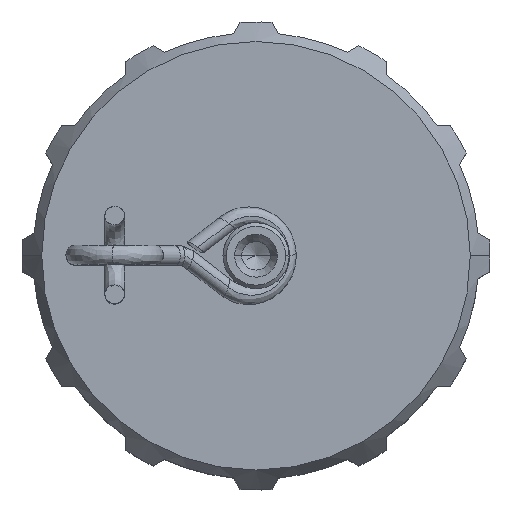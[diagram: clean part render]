
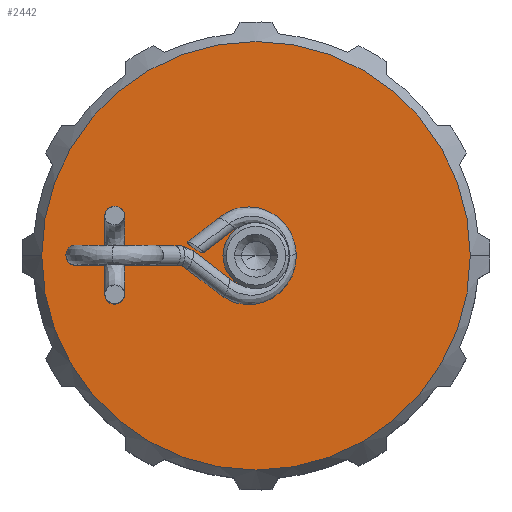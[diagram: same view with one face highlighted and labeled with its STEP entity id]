
A CAD part, top view. The second image highlights one B-rep face of the part: STEP entity #2442.
In plain terms, the highlighted planar face has unit normal (0, 0, 1).
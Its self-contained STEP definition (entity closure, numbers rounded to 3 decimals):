
#2290=AXIS2_PLACEMENT_3D('Circle Axis2P3D',#2288,#2289,$) ;
#2345=AXIS2_PLACEMENT_3D('Circle Axis2P3D',#2343,#2344,$) ;
#2382=AXIS2_PLACEMENT_3D('Plane Axis2P3D',#2379,#2380,#2381) ;
#2288=CARTESIAN_POINT('Axis2P3D Location',(13.1,13.1,12.)) ;
#2292=CARTESIAN_POINT('Vertex',(25.1,13.1,12.)) ;
#2294=CARTESIAN_POINT('Vertex',(1.1,13.1,12.)) ;
#2343=CARTESIAN_POINT('Axis2P3D Location',(13.1,13.1,12.)) ;
#2379=CARTESIAN_POINT('Axis2P3D Location',(14.55,13.1,12.)) ;
#2389=CARTESIAN_POINT('Control Point',(14.55,13.1,12.)) ;
#2390=CARTESIAN_POINT('Control Point',(14.55,12.923,12.)) ;
#2391=CARTESIAN_POINT('Control Point',(14.523,12.746,12.)) ;
#2392=CARTESIAN_POINT('Control Point',(14.469,12.575,12.)) ;
#2393=CARTESIAN_POINT('Control Point',(14.311,12.254,12.)) ;
#2394=CARTESIAN_POINT('Control Point',(14.064,11.995,12.)) ;
#2395=CARTESIAN_POINT('Control Point',(13.921,11.885,12.)) ;
#2396=CARTESIAN_POINT('Control Point',(13.607,11.713,12.)) ;
#2397=CARTESIAN_POINT('Control Point',(13.256,11.642,12.)) ;
#2398=CARTESIAN_POINT('Control Point',(13.077,11.634,12.)) ;
#2399=CARTESIAN_POINT('Control Point',(12.721,11.673,12.)) ;
#2400=CARTESIAN_POINT('Control Point',(12.392,11.816,12.)) ;
#2401=CARTESIAN_POINT('Control Point',(12.241,11.912,12.)) ;
#2402=CARTESIAN_POINT('Control Point',(11.971,12.148,12.)) ;
#2403=CARTESIAN_POINT('Control Point',(11.784,12.454,12.)) ;
#2404=CARTESIAN_POINT('Control Point',(11.715,12.619,12.)) ;
#2405=CARTESIAN_POINT('Control Point',(11.666,12.819,12.)) ;
#2406=CARTESIAN_POINT('Control Point',(11.652,13.022,12.)) ;
#2407=CARTESIAN_POINT('Control Point',(11.651,13.048,12.)) ;
#2408=CARTESIAN_POINT('Control Point',(11.65,13.074,12.)) ;
#2409=CARTESIAN_POINT('Control Point',(11.65,13.1,12.)) ;
#2410=CARTESIAN_POINT('Vertex',(14.55,13.1,12.)) ;
#2412=CARTESIAN_POINT('Vertex',(11.65,13.1,12.)) ;
#2416=CARTESIAN_POINT('Control Point',(11.65,13.1,12.)) ;
#2417=CARTESIAN_POINT('Control Point',(11.65,13.277,12.)) ;
#2418=CARTESIAN_POINT('Control Point',(11.677,13.454,12.)) ;
#2419=CARTESIAN_POINT('Control Point',(11.731,13.626,12.)) ;
#2420=CARTESIAN_POINT('Control Point',(11.89,13.947,12.)) ;
#2421=CARTESIAN_POINT('Control Point',(12.137,14.206,12.)) ;
#2422=CARTESIAN_POINT('Control Point',(12.28,14.315,12.)) ;
#2423=CARTESIAN_POINT('Control Point',(12.593,14.488,12.)) ;
#2424=CARTESIAN_POINT('Control Point',(12.944,14.558,12.)) ;
#2425=CARTESIAN_POINT('Control Point',(13.124,14.566,12.)) ;
#2426=CARTESIAN_POINT('Control Point',(13.48,14.528,12.)) ;
#2427=CARTESIAN_POINT('Control Point',(13.808,14.385,12.)) ;
#2428=CARTESIAN_POINT('Control Point',(13.96,14.288,12.)) ;
#2429=CARTESIAN_POINT('Control Point',(14.229,14.052,12.)) ;
#2430=CARTESIAN_POINT('Control Point',(14.416,13.747,12.)) ;
#2431=CARTESIAN_POINT('Control Point',(14.486,13.581,12.)) ;
#2432=CARTESIAN_POINT('Control Point',(14.535,13.382,12.)) ;
#2433=CARTESIAN_POINT('Control Point',(14.549,13.179,12.)) ;
#2434=CARTESIAN_POINT('Control Point',(14.55,13.153,12.)) ;
#2435=CARTESIAN_POINT('Control Point',(14.55,13.126,12.)) ;
#2436=CARTESIAN_POINT('Control Point',(14.55,13.1,12.)) ;
#2289=DIRECTION('Axis2P3D Direction',(0.,0.,-1.)) ;
#2344=DIRECTION('Axis2P3D Direction',(0.,0.,-1.)) ;
#2380=DIRECTION('Axis2P3D Direction',(0.,0.,1.)) ;
#2381=DIRECTION('Axis2P3D XDirection',(-1.,0.,0.)) ;
#2385=ORIENTED_EDGE('',*,*,#2296,.F.) ;
#2386=ORIENTED_EDGE('',*,*,#2347,.F.) ;
#2439=ORIENTED_EDGE('',*,*,#2414,.T.) ;
#2440=ORIENTED_EDGE('',*,*,#2437,.T.) ;
#2441=FACE_BOUND('',#2438,.T.) ;
#2442=ADVANCED_FACE('Hauptk\X2\00F6\X0\rper',(#2387,#2441),#2383,.T.) ;
#2388=B_SPLINE_CURVE_WITH_KNOTS('',5,(#2389,#2390,#2391,#2392,#2393,#2394,#2395,#2396,#2397,#2398,#2399,#2400,#2401,#2402,#2403,#2404,#2405,#2406,#2407,#2408,#2409),.UNSPECIFIED.,.F.,.U.,(6,3,3,3,3,3,6),(0.,1.251,2.503,3.754,5.005,6.257,6.442),.UNSPECIFIED.) ;
#2415=B_SPLINE_CURVE_WITH_KNOTS('',5,(#2416,#2417,#2418,#2419,#2420,#2421,#2422,#2423,#2424,#2425,#2426,#2427,#2428,#2429,#2430,#2431,#2432,#2433,#2434,#2435,#2436),.UNSPECIFIED.,.F.,.U.,(6,3,3,3,3,3,6),(0.,1.251,2.503,3.754,5.005,6.257,6.442),.UNSPECIFIED.) ;
#2291=CIRCLE('generated circle',#2290,12.) ;
#2346=CIRCLE('generated circle',#2345,12.) ;
#2296=EDGE_CURVE('',#2293,#2295,#2291,.T.) ;
#2347=EDGE_CURVE('',#2295,#2293,#2346,.T.) ;
#2414=EDGE_CURVE('',#2411,#2413,#2388,.T.) ;
#2437=EDGE_CURVE('',#2413,#2411,#2415,.T.) ;
#2384=EDGE_LOOP('',(#2385,#2386)) ;
#2438=EDGE_LOOP('',(#2439,#2440)) ;
#2387=FACE_OUTER_BOUND('',#2384,.T.) ;
#2383=PLANE('',#2382) ;
#2293=VERTEX_POINT('',#2292) ;
#2295=VERTEX_POINT('',#2294) ;
#2411=VERTEX_POINT('',#2410) ;
#2413=VERTEX_POINT('',#2412) ;
